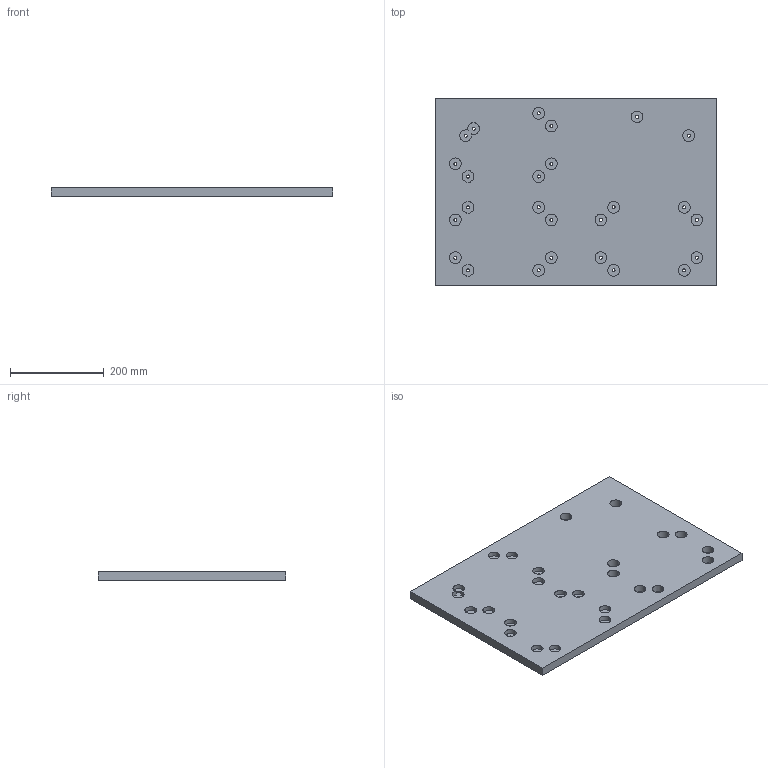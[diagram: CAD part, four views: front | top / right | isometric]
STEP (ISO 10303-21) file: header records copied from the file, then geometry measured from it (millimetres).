
FILE_DESCRIPTION((''),'2;1');
FILE_NAME('PLATE_BENCHMARK','2025-04-16T12:21:16',('Constantin Schempp'),(''),'CREO PARAMETRIC BY PTC INC, 2024063','CREO PARAMETRIC BY PTC INC, 2024063','');
FILE_SCHEMA(('CONFIG_CONTROL_DESIGN'));
Length unit declared in the file: millimetre
Products named in the file (1): PLATE_BENCHMARK
Bounding box: 600 x 400 x 19 mm (x, y, z)
Volume: 4397311.6 mm3; surface area: 544742.9 mm2
Topology: 1 solids, 1 shells, 133 faces, 491 edges, 440 vertices
Faces by surface type: cylinder 102, plane 31
Entity records: 5282 total; most frequent: DIRECTION 1077, CARTESIAN_POINT 837, ORIENTED_EDGE 636, AXIS2_PLACEMENT_3D 452, CIRCLE 318, EDGE_CURVE 318, VERTEX_POINT 212, EDGE_LOOP 210
